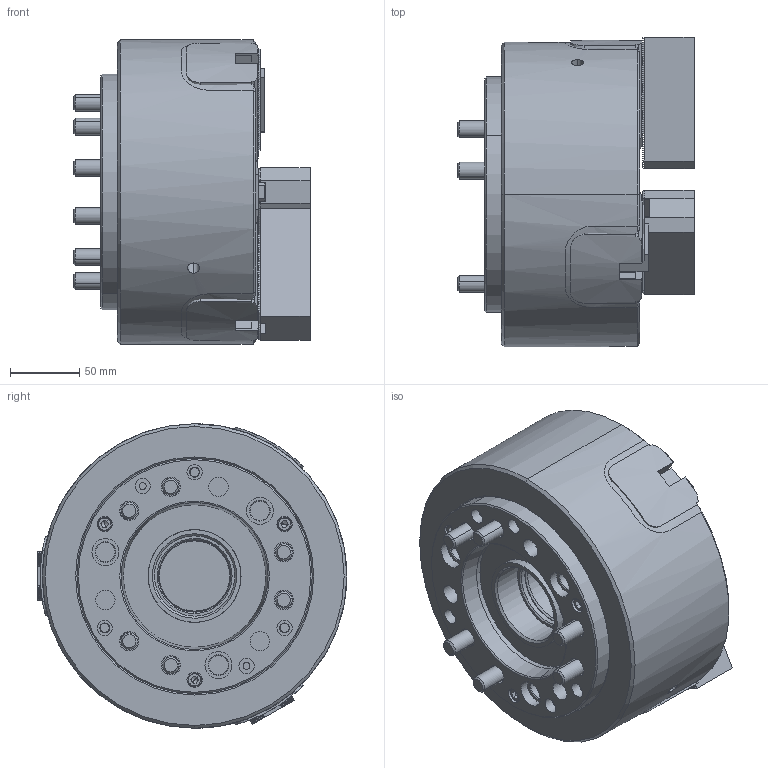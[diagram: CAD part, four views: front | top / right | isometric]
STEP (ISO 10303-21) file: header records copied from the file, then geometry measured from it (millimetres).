
FILE_DESCRIPTION (( 'STEP AP203' ), '1' );
FILE_NAME ('CF-3HS-08A6.STEP', '2023-10-30T05:07:45', ( '' ), ( '' ), 'SwSTEP 2.0', 'SolidWorks 2020', '' );
FILE_SCHEMA (( 'CONFIG_CONTROL_DESIGN' ));
Length unit declared in the file: millimetre
Products named in the file (15): CF-3HS-08-03000; CF-3HS-08-08000; CF-3HS-08-07000; 3H-08-08000; CF-3HS-08-05000; 3PS-08-09000; CF-3H-208-04000(T型塊); 3H-08-11000-A6法蘭; SJ-08; 圓頭內六角螺栓_M6x18; CF-3HS-08-01000; 圓頭內六角螺栓_M12x30; CF-3HS-08A6; CF-3HS-08-02000; 圓頭內六角螺栓_M12x115
Assembly tree (36 placements, depth 2):
  CF-3HS-08A6
    CF-3HS-08-01000
    CF-3HS-08-02000
    CF-3HS-08-03000  x3
    CF-3HS-08-07000  x3
    CF-3HS-08-05000
    CF-3H-208-04000(T型塊)  x3
    SJ-08  x2
    圓頭內六角螺栓_M12x30  x4
    圓頭內六角螺栓_M12x115  x6
    CF-3HS-08-08000
    3H-08-08000
    3PS-08-09000  x6
    3H-08-11000-A6法蘭
    圓頭內六角螺栓_M6x18  x3
Bounding box: 170.75 x 223.75 x 220 mm (x, y, z)
Volume: 4140960.8 mm3; surface area: 571315 mm2
Topology: 36 solids, 36 shells, 3168 faces, 8860 edges, 5798 vertices
Faces by surface type: plane 2118, cylinder 833, cone 197, torus 20
Entity records: 46609 total; most frequent: CARTESIAN_POINT 9569, ORIENTED_EDGE 7692, DIRECTION 6764, EDGE_CURVE 3846, LINE 2842, VECTOR 2842, VERTEX_POINT 2528, AXIS2_PLACEMENT_3D 1961
